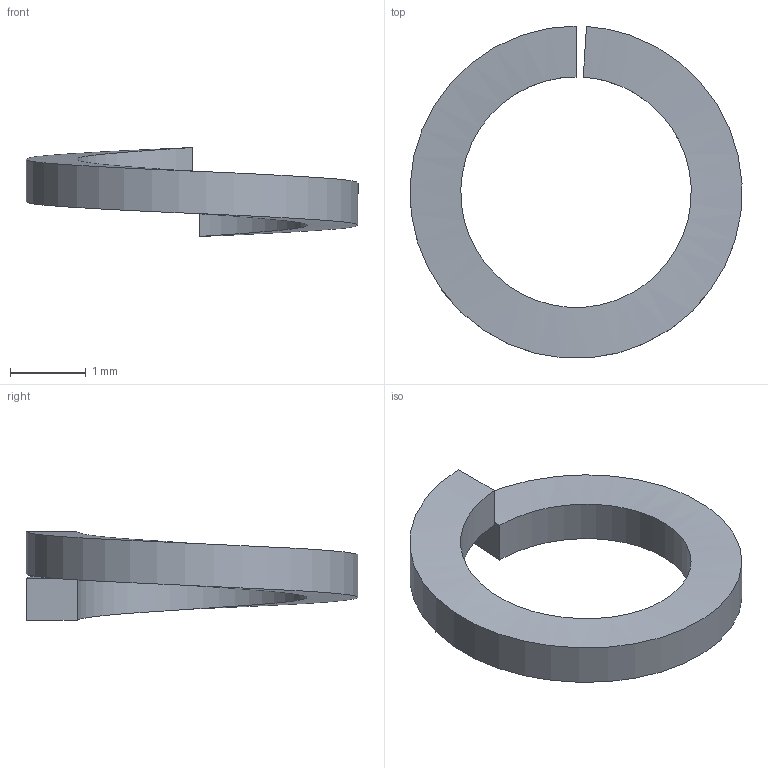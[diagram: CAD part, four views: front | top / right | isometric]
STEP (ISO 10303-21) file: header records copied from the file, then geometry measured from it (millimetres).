
FILE_DESCRIPTION (( 'STEP AP203' ), '1' );
FILE_NAME ('98437A102.step', '2014-11-21T16:22:52', ( '' ), ( '' ), 'SwSTEP 2.0', 'SolidWorks 2010', '' );
FILE_SCHEMA (( 'CONFIG_CONTROL_DESIGN' ));
Length unit declared in the file: inch
Products named in the file (1): 98437A102
Bounding box: 4.39 x 4.39 x 1.17 mm (x, y, z)
Volume: 4.4 mm3; surface area: 29.3 mm2
Topology: 1 solids, 1 shells, 6 faces, 12 edges, 8 vertices
Faces by surface type: bspline 4, plane 2
Entity records: 361 total; most frequent: CARTESIAN_POINT 197, ORIENTED_EDGE 24, EDGE_CURVE 12, PERSON_AND_ORGANIZATION 8, B_SPLINE_CURVE_WITH_KNOTS 8, VERTEX_POINT 8, FACE_OUTER_BOUND 6, EDGE_LOOP 6
